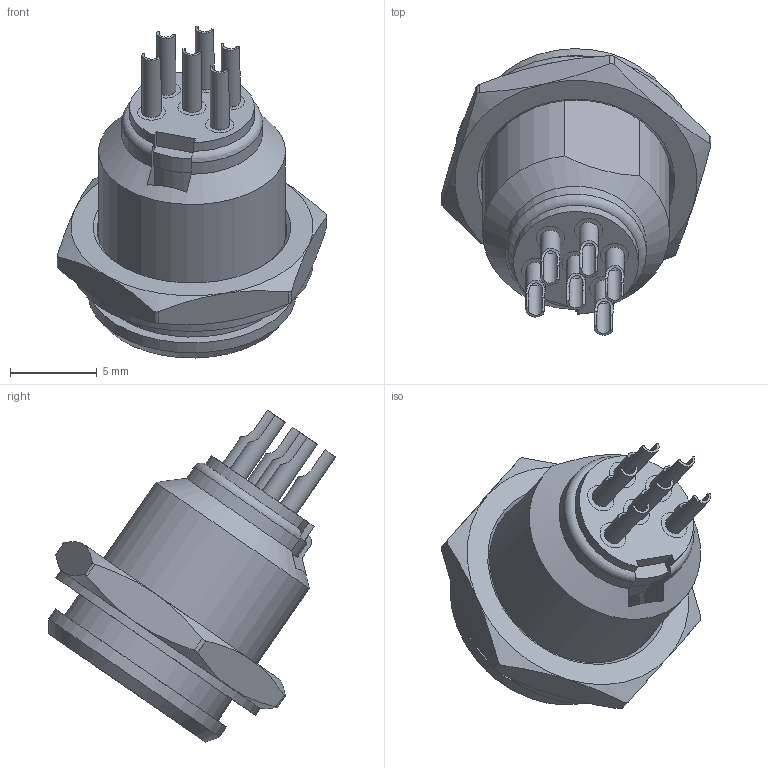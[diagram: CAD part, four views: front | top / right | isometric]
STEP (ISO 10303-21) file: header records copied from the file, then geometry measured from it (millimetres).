
FILE_DESCRIPTION(/* description */ (''),/* implementation_level */ '2;1');
FILE_NAME(/* name */ 'AG6MCC.stp',/* time_stamp */ '2019-10-21T17:43:10+11:00',/* author */ ('minh'),/* organization */ (''),/* preprocessor_version */ 'ST-DEVELOPER v16.1',/* originating_system */ 'Autodesk Inventor 2016',/* authorisation */ '');
FILE_SCHEMA (('AUTOMOTIVE_DESIGN { 1 0 10303 214 3 1 1 }'));
Length unit declared in the file: inch
Products named in the file (1): AG6MCC_Shrinkwrap_1
Bounding box: 15.56 x 16.56 x 19.16 mm (x, y, z)
Surface area: 1704.7 mm2 (no closed solid volume)
Topology: 0 solids, 17 shells, 197 faces, 529 edges, 338 vertices
Faces by surface type: plane 102, cylinder 62, cone 32, torus 1
Full cylindrical faces by diameter (mm): 0.82 x6, 0.98 x6, 1.1 x6, 1.631 x6, 7 x1, 7.6 x1, 11 x1, 12 x1, 14 x1
Entity records: 6288 total; most frequent: CARTESIAN_POINT 1472, DIRECTION 971, ORIENTED_EDGE 807, EDGE_CURVE 471, AXIS2_PLACEMENT_3D 363, VERTEX_POINT 325, EDGE_LOOP 266, LINE 245
